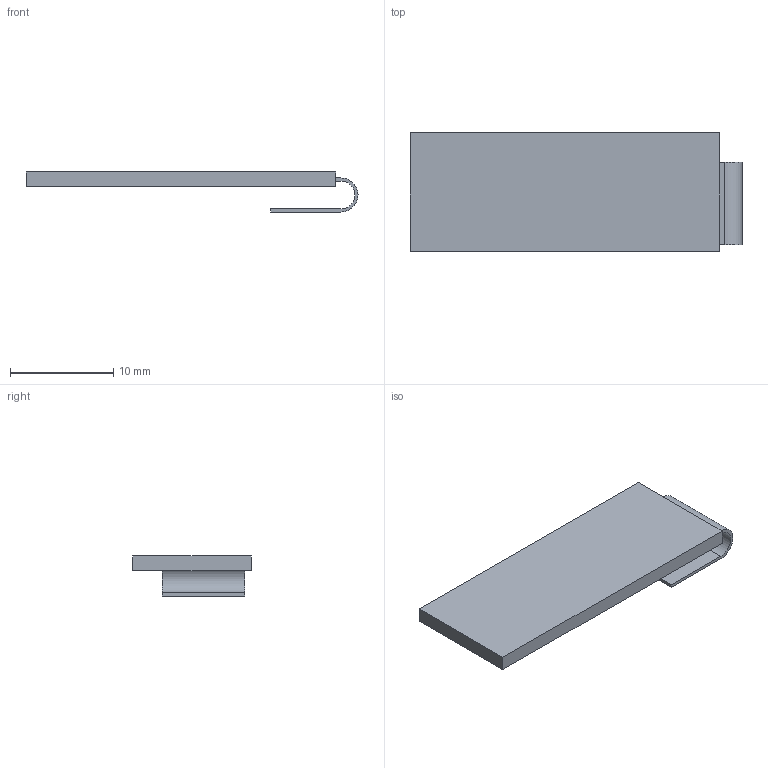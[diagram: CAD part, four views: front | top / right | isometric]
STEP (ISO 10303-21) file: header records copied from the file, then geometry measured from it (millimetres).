
FILE_DESCRIPTION(/* description */ (''),/* implementation_level */ '2;1');
FILE_NAME(/* name */ 'ER-OLED0.91 v3.step',/* time_stamp */ '2021-06-11T21:12:57-07:00',/* author */ (''),/* organization */ (''),/* preprocessor_version */ 'ST-DEVELOPER v18.1',/* originating_system */ 'Autodesk Translation Framework v10.9.0.1377',/* authorisation */ '');
FILE_SCHEMA (('AUTOMOTIVE_DESIGN { 1 0 10303 214 3 1 1 }'));
Length unit declared in the file: millimetre
Products named in the file (2): ER-OLED0.91; Component1
Assembly tree (1 placements, depth 2):
  ER-OLED0.91
    Component1
Bounding box: 32.15 x 11.5 x 3.88 mm (x, y, z)
Volume: 529.1 mm3; surface area: 1014.4 mm2
Topology: 2 solids, 2 shells, 16 faces, 36 edges, 24 vertices
Faces by surface type: plane 14, cylinder 2
Entity records: 512 total; most frequent: CARTESIAN_POINT 79, DIRECTION 78, ORIENTED_EDGE 72, EDGE_CURVE 36, LINE 32, VECTOR 32, VERTEX_POINT 24, AXIS2_PLACEMENT_3D 23
